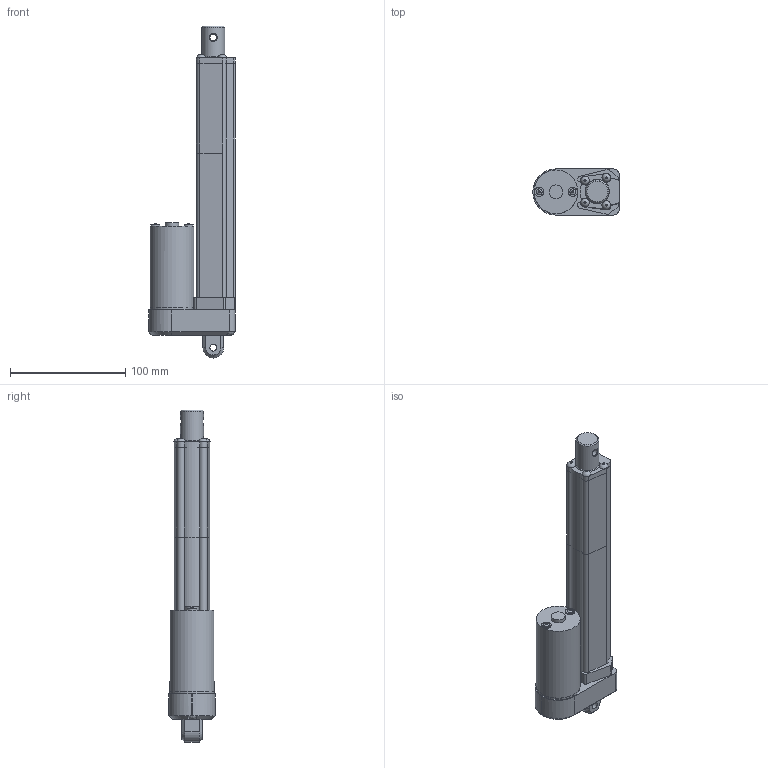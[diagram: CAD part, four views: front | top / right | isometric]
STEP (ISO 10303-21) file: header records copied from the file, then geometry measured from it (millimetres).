
FILE_DESCRIPTION(('FreeCAD Model'),'2;1');
FILE_NAME( 'FA-35-12-6-P.step', '2018-04-06T10:25:49',('Technical Support'),( 'Firgelli Automations Inc'),'Open CASCADE STEP processor 6.8', 'FreeCAD','Unknown');
FILE_SCHEMA(('AUTOMOTIVE_DESIGN_CC2 { 1 2 10303 214 -1 1 5 4 }'));
Length unit declared in the file: millimetre
Products named in the file (1): FA-35-12-6-P
Bounding box: 75.04 x 40 x 288.4 mm (x, y, z)
Volume: 356126.9 mm3; surface area: 48599.9 mm2
Topology: 1 solids, 1 shells, 266 faces, 770 edges, 526 vertices
Faces by surface type: plane 168, cylinder 57, cone 24, sphere 10, bspline 6, torus 1
Full cylindrical faces by diameter (mm): 6 x2, 8 x2, 12 x1, 20 x1, 21 x1, 38 x2
Entity records: 29183 total; most frequent: CARTESIAN_POINT 14507, DIRECTION 2658, ORIENTED_EDGE 1540, PCURVE 1540, DEFINITIONAL_REPRESENTATION 1540, LINE 1122, VECTOR 1122, EDGE_CURVE 770
